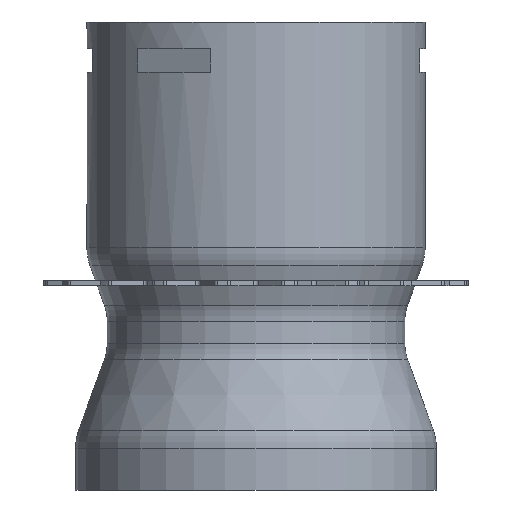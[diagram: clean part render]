
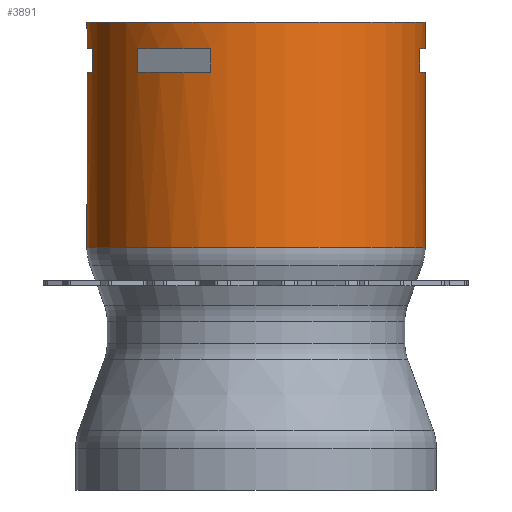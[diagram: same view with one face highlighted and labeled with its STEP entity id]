
A CAD part, front view. The second image highlights one B-rep face of the part: STEP entity #3891.
In plain terms, the highlighted cylindrical face has radius 506 mm (diameter 1012 mm), a full revolution.
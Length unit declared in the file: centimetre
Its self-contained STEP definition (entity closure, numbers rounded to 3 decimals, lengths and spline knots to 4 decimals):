
#22=FACE_BOUND('',#800,.T.);
#23=FACE_BOUND('',#801,.T.);
#24=FACE_BOUND('',#802,.T.);
#122=CYLINDRICAL_SURFACE('',#4329,50.6);
#303=CIRCLE('',#4247,50.6);
#304=CIRCLE('',#4250,50.6);
#305=CIRCLE('',#4253,50.6);
#306=CIRCLE('',#4254,50.6);
#307=CIRCLE('',#4257,50.6);
#308=CIRCLE('',#4260,50.6);
#309=CIRCLE('',#4262,50.6);
#310=CIRCLE('',#4264,50.6);
#311=CIRCLE('',#4265,50.6);
#312=CIRCLE('',#4267,50.6);
#329=CIRCLE('',#4297,50.6);
#352=CIRCLE('',#4330,50.6);
#353=CIRCLE('',#4331,50.6);
#587=FACE_OUTER_BOUND('',#799,.T.);
#799=EDGE_LOOP('',(#3525,#3526,#3527,#3528,#3529,#3530,#3531,#3532,#3533,
#3534,#3535,#3536,#3537));
#800=EDGE_LOOP('',(#3538,#3539,#3540,#3541));
#801=EDGE_LOOP('',(#3542,#3543,#3544,#3545));
#802=EDGE_LOOP('',(#3546,#3547,#3548,#3549));
#1095=LINE('',#6533,#1427);
#1096=LINE('',#6535,#1428);
#1101=LINE('',#6548,#1433);
#1102=LINE('',#6550,#1434);
#1107=LINE('',#6565,#1439);
#1108=LINE('',#6567,#1440);
#1113=LINE('',#6580,#1445);
#1114=LINE('',#6582,#1446);
#1139=LINE('',#6719,#1471);
#1140=LINE('',#6720,#1472);
#1427=VECTOR('',#5328,1.);
#1428=VECTOR('',#5329,1.);
#1433=VECTOR('',#5340,1.);
#1434=VECTOR('',#5341,1.);
#1439=VECTOR('',#5354,1.);
#1440=VECTOR('',#5355,1.);
#1445=VECTOR('',#5366,1.);
#1446=VECTOR('',#5367,1.);
#1471=VECTOR('',#5538,50.6);
#1472=VECTOR('',#5539,50.6);
#1781=VERTEX_POINT('',#6525);
#1782=VERTEX_POINT('',#6526);
#1784=VERTEX_POINT('',#6532);
#1785=VERTEX_POINT('',#6534);
#1787=VERTEX_POINT('',#6540);
#1788=VERTEX_POINT('',#6541);
#1790=VERTEX_POINT('',#6547);
#1791=VERTEX_POINT('',#6549);
#1793=VERTEX_POINT('',#6555);
#1794=VERTEX_POINT('',#6556);
#1795=VERTEX_POINT('',#6558);
#1797=VERTEX_POINT('',#6564);
#1798=VERTEX_POINT('',#6566);
#1800=VERTEX_POINT('',#6572);
#1801=VERTEX_POINT('',#6573);
#1803=VERTEX_POINT('',#6579);
#1804=VERTEX_POINT('',#6581);
#1806=VERTEX_POINT('',#6591);
#1823=VERTEX_POINT('',#6657);
#1842=VERTEX_POINT('',#6715);
#1843=VERTEX_POINT('',#6716);
#2317=EDGE_CURVE('',#1781,#1782,#303,.T.);
#2320=EDGE_CURVE('',#1784,#1781,#1095,.T.);
#2321=EDGE_CURVE('',#1782,#1785,#1096,.T.);
#2324=EDGE_CURVE('',#1787,#1788,#304,.T.);
#2327=EDGE_CURVE('',#1790,#1787,#1101,.T.);
#2328=EDGE_CURVE('',#1788,#1791,#1102,.T.);
#2331=EDGE_CURVE('',#1793,#1794,#305,.T.);
#2332=EDGE_CURVE('',#1794,#1795,#306,.T.);
#2335=EDGE_CURVE('',#1797,#1793,#1107,.T.);
#2336=EDGE_CURVE('',#1795,#1798,#1108,.T.);
#2339=EDGE_CURVE('',#1800,#1801,#307,.T.);
#2342=EDGE_CURVE('',#1803,#1800,#1113,.T.);
#2343=EDGE_CURVE('',#1801,#1804,#1114,.T.);
#2346=EDGE_CURVE('',#1785,#1784,#308,.T.);
#2347=EDGE_CURVE('',#1791,#1790,#309,.T.);
#2348=EDGE_CURVE('',#1798,#1806,#310,.T.);
#2349=EDGE_CURVE('',#1806,#1797,#311,.T.);
#2350=EDGE_CURVE('',#1804,#1803,#312,.T.);
#2383=EDGE_CURVE('',#1823,#1823,#329,.T.);
#2412=EDGE_CURVE('',#1842,#1843,#352,.T.);
#2413=EDGE_CURVE('',#1843,#1842,#353,.T.);
#2414=EDGE_CURVE('',#1843,#1794,#1139,.T.);
#2415=EDGE_CURVE('',#1806,#1823,#1140,.T.);
#3525=ORIENTED_EDGE('',*,*,#2412,.F.);
#3526=ORIENTED_EDGE('',*,*,#2413,.F.);
#3527=ORIENTED_EDGE('',*,*,#2414,.T.);
#3528=ORIENTED_EDGE('',*,*,#2331,.F.);
#3529=ORIENTED_EDGE('',*,*,#2335,.F.);
#3530=ORIENTED_EDGE('',*,*,#2349,.F.);
#3531=ORIENTED_EDGE('',*,*,#2415,.T.);
#3532=ORIENTED_EDGE('',*,*,#2383,.F.);
#3533=ORIENTED_EDGE('',*,*,#2415,.F.);
#3534=ORIENTED_EDGE('',*,*,#2348,.F.);
#3535=ORIENTED_EDGE('',*,*,#2336,.F.);
#3536=ORIENTED_EDGE('',*,*,#2332,.F.);
#3537=ORIENTED_EDGE('',*,*,#2414,.F.);
#3538=ORIENTED_EDGE('',*,*,#2321,.F.);
#3539=ORIENTED_EDGE('',*,*,#2317,.F.);
#3540=ORIENTED_EDGE('',*,*,#2320,.F.);
#3541=ORIENTED_EDGE('',*,*,#2346,.F.);
#3542=ORIENTED_EDGE('',*,*,#2328,.F.);
#3543=ORIENTED_EDGE('',*,*,#2324,.F.);
#3544=ORIENTED_EDGE('',*,*,#2327,.F.);
#3545=ORIENTED_EDGE('',*,*,#2347,.F.);
#3546=ORIENTED_EDGE('',*,*,#2343,.F.);
#3547=ORIENTED_EDGE('',*,*,#2339,.F.);
#3548=ORIENTED_EDGE('',*,*,#2342,.F.);
#3549=ORIENTED_EDGE('',*,*,#2350,.F.);
#3891=ADVANCED_FACE('',(#587,#22,#23,#24),#122,.T.);
#4247=AXIS2_PLACEMENT_3D('',#6527,#5322,#5323);
#4250=AXIS2_PLACEMENT_3D('',#6542,#5334,#5335);
#4253=AXIS2_PLACEMENT_3D('',#6557,#5346,#5347);
#4254=AXIS2_PLACEMENT_3D('',#6559,#5348,#5349);
#4257=AXIS2_PLACEMENT_3D('',#6574,#5360,#5361);
#4260=AXIS2_PLACEMENT_3D('',#6587,#5372,#5373);
#4262=AXIS2_PLACEMENT_3D('',#6589,#5376,#5377);
#4264=AXIS2_PLACEMENT_3D('',#6592,#5380,#5381);
#4265=AXIS2_PLACEMENT_3D('',#6593,#5382,#5383);
#4267=AXIS2_PLACEMENT_3D('',#6595,#5386,#5387);
#4297=AXIS2_PLACEMENT_3D('',#6658,#5462,#5463);
#4329=AXIS2_PLACEMENT_3D('',#6714,#5532,#5533);
#4330=AXIS2_PLACEMENT_3D('',#6717,#5534,#5535);
#4331=AXIS2_PLACEMENT_3D('',#6718,#5536,#5537);
#5322=DIRECTION('center_axis',(0.,0.,1.));
#5323=DIRECTION('ref_axis',(1.,0.,0.));
#5328=DIRECTION('',(0.,0.,-1.));
#5329=DIRECTION('',(0.,0.,1.));
#5334=DIRECTION('center_axis',(0.,0.,1.));
#5335=DIRECTION('ref_axis',(1.,0.,0.));
#5340=DIRECTION('',(0.,0.,-1.));
#5341=DIRECTION('',(0.,0.,1.));
#5346=DIRECTION('center_axis',(0.,0.,1.));
#5347=DIRECTION('ref_axis',(1.,0.,0.));
#5348=DIRECTION('center_axis',(0.,0.,1.));
#5349=DIRECTION('ref_axis',(1.,0.,0.));
#5354=DIRECTION('',(0.,0.,-1.));
#5355=DIRECTION('',(0.,0.,1.));
#5360=DIRECTION('center_axis',(0.,0.,-1.));
#5361=DIRECTION('ref_axis',(1.,0.,0.));
#5366=DIRECTION('',(0.,0.,1.));
#5367=DIRECTION('',(0.,0.,-1.));
#5372=DIRECTION('center_axis',(0.,0.,-1.));
#5373=DIRECTION('ref_axis',(1.,0.,0.));
#5376=DIRECTION('center_axis',(0.,0.,-1.));
#5377=DIRECTION('ref_axis',(1.,0.,0.));
#5380=DIRECTION('center_axis',(0.,0.,-1.));
#5381=DIRECTION('ref_axis',(1.,0.,0.));
#5382=DIRECTION('center_axis',(0.,0.,-1.));
#5383=DIRECTION('ref_axis',(1.,0.,0.));
#5386=DIRECTION('center_axis',(0.,0.,1.));
#5387=DIRECTION('ref_axis',(1.,0.,0.));
#5462=DIRECTION('center_axis',(0.,0.,1.));
#5463=DIRECTION('ref_axis',(1.,0.,0.));
#5532=DIRECTION('center_axis',(0.,0.,-1.));
#5533=DIRECTION('ref_axis',(-1.,0.,0.));
#5534=DIRECTION('center_axis',(0.,0.,-1.));
#5535=DIRECTION('ref_axis',(1.,0.,0.));
#5536=DIRECTION('center_axis',(0.,0.,-1.));
#5537=DIRECTION('ref_axis',(1.,0.,0.));
#5538=DIRECTION('',(0.,0.,1.));
#5539=DIRECTION('',(0.,0.,1.));
#6525=CARTESIAN_POINT('',(-35.4325,-36.1234,125.));
#6526=CARTESIAN_POINT('',(-13.5675,-48.7471,125.));
#6527=CARTESIAN_POINT('Origin',(0.,0.,125.));
#6532=CARTESIAN_POINT('',(-35.4325,-36.1234,132.));
#6533=CARTESIAN_POINT('',(-35.4325,-36.1234,90.));
#6534=CARTESIAN_POINT('',(-13.5675,-48.7471,132.));
#6535=CARTESIAN_POINT('',(-13.5675,-48.7471,90.));
#6540=CARTESIAN_POINT('',(-13.5675,48.7471,125.));
#6541=CARTESIAN_POINT('',(-35.4325,36.1234,125.));
#6542=CARTESIAN_POINT('Origin',(0.,0.,125.));
#6547=CARTESIAN_POINT('',(-13.5675,48.7471,132.));
#6548=CARTESIAN_POINT('',(-13.5675,48.7471,90.));
#6549=CARTESIAN_POINT('',(-35.4325,36.1234,132.));
#6550=CARTESIAN_POINT('',(-35.4325,36.1234,90.));
#6555=CARTESIAN_POINT('',(49.,-12.6238,125.));
#6556=CARTESIAN_POINT('',(50.6,0.,125.));
#6557=CARTESIAN_POINT('Origin',(0.,0.,125.));
#6558=CARTESIAN_POINT('',(49.,12.6238,125.));
#6559=CARTESIAN_POINT('Origin',(0.,0.,125.));
#6564=CARTESIAN_POINT('',(49.,-12.6238,132.));
#6565=CARTESIAN_POINT('',(49.,-12.6238,90.));
#6566=CARTESIAN_POINT('',(49.,12.6238,132.));
#6567=CARTESIAN_POINT('',(49.,12.6238,90.));
#6572=CARTESIAN_POINT('',(-49.,-12.6238,132.));
#6573=CARTESIAN_POINT('',(-49.,12.6238,132.));
#6574=CARTESIAN_POINT('Origin',(0.,0.,132.));
#6579=CARTESIAN_POINT('',(-49.,-12.6238,125.));
#6580=CARTESIAN_POINT('',(-49.,-12.6238,90.));
#6581=CARTESIAN_POINT('',(-49.,12.6238,125.));
#6582=CARTESIAN_POINT('',(-49.,12.6238,90.));
#6587=CARTESIAN_POINT('Origin',(0.,0.,132.));
#6589=CARTESIAN_POINT('Origin',(0.,0.,132.));
#6591=CARTESIAN_POINT('',(50.6,0.,132.));
#6592=CARTESIAN_POINT('Origin',(0.,0.,132.));
#6593=CARTESIAN_POINT('Origin',(0.,0.,132.));
#6595=CARTESIAN_POINT('Origin',(0.,0.,125.));
#6657=CARTESIAN_POINT('',(50.6,0.,140.));
#6658=CARTESIAN_POINT('Origin',(0.,0.,140.));
#6714=CARTESIAN_POINT('Origin',(0.,0.,91.2343));
#6715=CARTESIAN_POINT('',(0.,-50.6,72.4686));
#6716=CARTESIAN_POINT('',(50.6,0.,72.4686));
#6717=CARTESIAN_POINT('Origin',(0.,0.,72.4686));
#6718=CARTESIAN_POINT('Origin',(0.,0.,72.4686));
#6719=CARTESIAN_POINT('',(50.6,0.,91.2343));
#6720=CARTESIAN_POINT('',(50.6,0.,91.2343));
